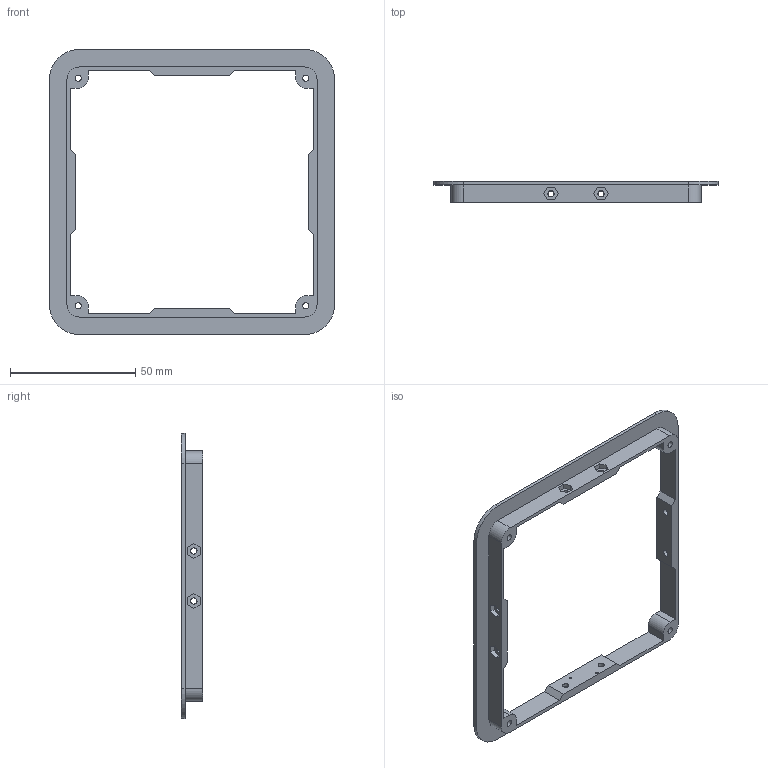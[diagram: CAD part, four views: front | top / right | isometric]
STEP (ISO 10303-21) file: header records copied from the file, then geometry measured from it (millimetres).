
FILE_DESCRIPTION(/* description */ (''),/* implementation_level */ '2;1');
FILE_NAME(/* name */ 'Helmholtz_Small_Coil.step',/* time_stamp */ '2025-04-11T09:40:15+01:00',/* author */ (''),/* organization */ (''),/* preprocessor_version */ 'ST-DEVELOPER v20.1',/* originating_system */ 'Autodesk Translation Framework v14.4.0.0',/* authorisation */ '');
FILE_SCHEMA (('AUTOMOTIVE_DESIGN { 1 0 10303 214 3 1 1 }'));
Length unit declared in the file: millimetre
Products named in the file (1): Body
Bounding box: 114 x 8.5 x 114 mm (x, y, z)
Volume: 12195.5 mm3; surface area: 15107.5 mm2
Topology: 1 solids, 1 shells, 149 faces, 402 edges, 268 vertices
Faces by surface type: plane 123, cylinder 26
Full cylindrical faces by diameter (mm): 1 x2, 2.5 x12
Entity records: 4728 total; most frequent: CARTESIAN_POINT 820, ORIENTED_EDGE 804, DIRECTION 754, EDGE_CURVE 402, LINE 350, VECTOR 350, VERTEX_POINT 268, AXIS2_PLACEMENT_3D 202
